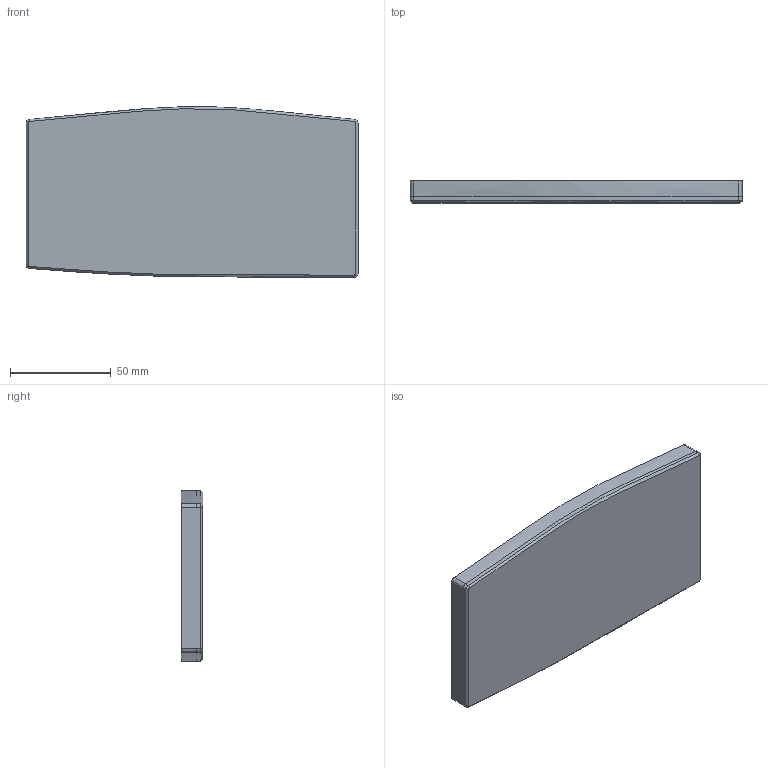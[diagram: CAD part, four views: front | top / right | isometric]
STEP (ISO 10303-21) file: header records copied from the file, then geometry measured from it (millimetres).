
FILE_DESCRIPTION(/* description */ (''),/* implementation_level */ '2;1');
FILE_NAME(/* name */ 'case_bottom_right.step',/* time_stamp */ '2025-07-31T22:04:12+01:00',/* author */ (''),/* organization */ (''),/* preprocessor_version */ 'ST-DEVELOPER v20.1',/* originating_system */ 'Autodesk Translation Framework v14.10.0.0',/* authorisation */ '');
FILE_SCHEMA (('AUTOMOTIVE_DESIGN { 1 0 10303 214 3 1 1 }'));
Length unit declared in the file: millimetre
Products named in the file (1): Case Bottom(Mirror)
Bounding box: 165.1 x 10.94 x 84.8 mm (x, y, z)
Volume: 58842.2 mm3; surface area: 36676.9 mm2
Topology: 1 solids, 1 shells, 88 faces, 227 edges, 147 vertices
Faces by surface type: plane 58, bspline 18, cylinder 12
Full cylindrical faces by diameter (mm): 2.2 x2, 4.5 x7
Entity records: 3225 total; most frequent: CARTESIAN_POINT 1135, ORIENTED_EDGE 454, DIRECTION 361, EDGE_CURVE 227, LINE 163, VECTOR 163, VERTEX_POINT 147, EDGE_LOOP 100
